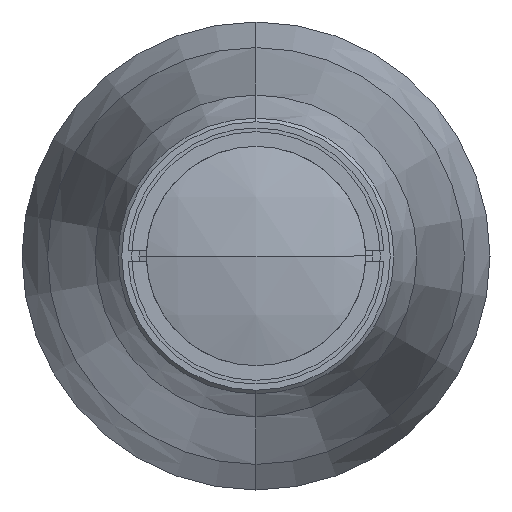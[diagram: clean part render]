
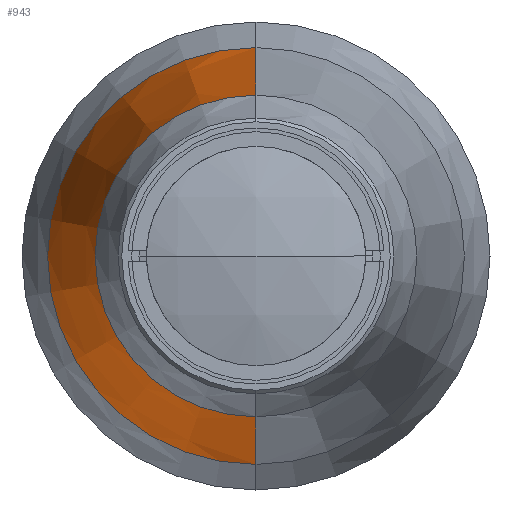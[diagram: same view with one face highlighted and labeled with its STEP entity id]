
A CAD part, left-side view. The second image highlights one B-rep face of the part: STEP entity #943.
In plain terms, the highlighted conical face has half-angle 7 degrees and reference radius 28.5 mm.
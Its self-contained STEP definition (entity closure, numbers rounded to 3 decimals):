
#46 = CIRCLE ( 'NONE', #128, 28.5 ) ;
#77 = DIRECTION ( 'NONE',  ( 0.993, 0., 0.122 ) ) ;
#128 = AXIS2_PLACEMENT_3D ( 'NONE', #869, #277, #901 ) ;
#130 = DIRECTION ( 'NONE',  ( -1., 0., 0. ) ) ;
#156 = AXIS2_PLACEMENT_3D ( 'NONE', #1128, #867, #1510 ) ;
#250 = CIRCLE ( 'NONE', #712, 22. ) ;
#266 = EDGE_CURVE ( 'NONE', #464, #1106, #250, .T. ) ;
#277 = DIRECTION ( 'NONE',  ( -1., 0., 0. ) ) ;
#304 = VERTEX_POINT ( 'NONE', #1215 ) ;
#338 = EDGE_LOOP ( 'NONE', ( #1065, #1281, #562, #1225 ) ) ;
#455 = EDGE_CURVE ( 'NONE', #464, #304, #1165, .T. ) ;
#456 = CARTESIAN_POINT ( 'NONE',  ( 373.33, 0., 28.5 ) ) ;
#464 = VERTEX_POINT ( 'NONE', #1180 ) ;
#536 = VECTOR ( 'NONE', #77, 1000. ) ;
#562 = ORIENTED_EDGE ( 'NONE', *, *, #1127, .T. ) ;
#568 = VERTEX_POINT ( 'NONE', #947 ) ;
#678 = CARTESIAN_POINT ( 'NONE',  ( 373.33, 0., -28.5 ) ) ;
#712 = AXIS2_PLACEMENT_3D ( 'NONE', #847, #130, #969 ) ;
#774 = CONICAL_SURFACE ( 'NONE', #156, 28.5, 0.122 ) ;
#777 = FACE_OUTER_BOUND ( 'NONE', #338, .T. ) ;
#812 = EDGE_CURVE ( 'NONE', #1106, #568, #1444, .T. ) ;
#847 = CARTESIAN_POINT ( 'NONE',  ( 320.392, 0., 0. ) ) ;
#867 = DIRECTION ( 'NONE',  ( 1., 0., 0. ) ) ;
#869 = CARTESIAN_POINT ( 'NONE',  ( 373.33, 0., 0. ) ) ;
#901 = DIRECTION ( 'NONE',  ( 0., 0., 1. ) ) ;
#943 = ADVANCED_FACE ( 'NONE', ( #777 ), #774, .T. ) ;
#947 = CARTESIAN_POINT ( 'NONE',  ( 373.33, 0., -28.5 ) ) ;
#969 = DIRECTION ( 'NONE',  ( 0., 0., 1. ) ) ;
#1065 = ORIENTED_EDGE ( 'NONE', *, *, #266, .F. ) ;
#1106 = VERTEX_POINT ( 'NONE', #1126 ) ;
#1126 = CARTESIAN_POINT ( 'NONE',  ( 320.392, 0., -22. ) ) ;
#1127 = EDGE_CURVE ( 'NONE', #304, #568, #46, .T. ) ;
#1128 = CARTESIAN_POINT ( 'NONE',  ( 373.33, 0., 0. ) ) ;
#1132 = DIRECTION ( 'NONE',  ( 0.993, 0., -0.122 ) ) ;
#1165 = LINE ( 'NONE', #456, #536 ) ;
#1180 = CARTESIAN_POINT ( 'NONE',  ( 320.392, 0., 22. ) ) ;
#1215 = CARTESIAN_POINT ( 'NONE',  ( 373.33, 0., 28.5 ) ) ;
#1225 = ORIENTED_EDGE ( 'NONE', *, *, #812, .F. ) ;
#1281 = ORIENTED_EDGE ( 'NONE', *, *, #455, .T. ) ;
#1339 = VECTOR ( 'NONE', #1132, 1000. ) ;
#1444 = LINE ( 'NONE', #678, #1339 ) ;
#1510 = DIRECTION ( 'NONE',  ( 0., 0., -1. ) ) ;
